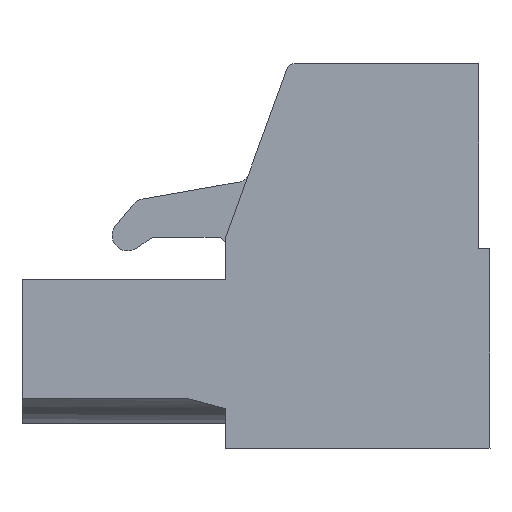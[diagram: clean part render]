
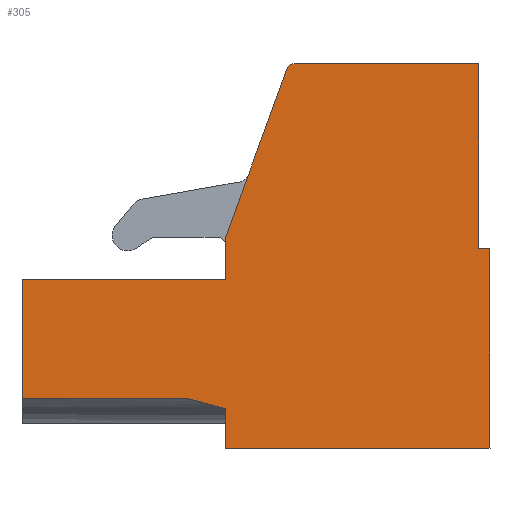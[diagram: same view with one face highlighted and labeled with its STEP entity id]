
A CAD part, front view. The second image highlights one B-rep face of the part: STEP entity #305.
In plain terms, the highlighted planar face has unit normal (0, -1, 0).
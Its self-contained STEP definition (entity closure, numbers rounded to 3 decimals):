
#305 = ADVANCED_FACE( '', ( #665 ), #666, .F. );
#665 = FACE_OUTER_BOUND( '', #1066, .T. );
#666 = PLANE( '', #1067 );
#1066 = EDGE_LOOP( '', ( #1912, #1913, #1914, #1915, #1916, #1917, #1918, #1919, #1920, #1921, #1922, #1923, #1924 ) );
#1067 = AXIS2_PLACEMENT_3D( '', #1925, #1926, #1927 );
#1912 = ORIENTED_EDGE( '', *, *, #2586, .F. );
#1913 = ORIENTED_EDGE( '', *, *, #2443, .F. );
#1914 = ORIENTED_EDGE( '', *, *, #2528, .T. );
#1915 = ORIENTED_EDGE( '', *, *, #2366, .F. );
#1916 = ORIENTED_EDGE( '', *, *, #2584, .F. );
#1917 = ORIENTED_EDGE( '', *, *, #2296, .T. );
#1918 = ORIENTED_EDGE( '', *, *, #2393, .F. );
#1919 = ORIENTED_EDGE( '', *, *, #2587, .F. );
#1920 = ORIENTED_EDGE( '', *, *, #2551, .T. );
#1921 = ORIENTED_EDGE( '', *, *, #2517, .T. );
#1922 = ORIENTED_EDGE( '', *, *, #2248, .T. );
#1923 = ORIENTED_EDGE( '', *, *, #2588, .T. );
#1924 = ORIENTED_EDGE( '', *, *, #2478, .F. );
#1925 = CARTESIAN_POINT( '', ( 119.25, -55.92, -1.8 ) );
#1926 = DIRECTION( '', ( 0., 1., 0. ) );
#1927 = DIRECTION( '', ( -1., 0., 0. ) );
#2248 = EDGE_CURVE( '', #2651, #2652, #2653, .T. );
#2296 = EDGE_CURVE( '', #2734, #2738, #2740, .T. );
#2366 = EDGE_CURVE( '', #2857, #2855, #2859, .T. );
#2393 = EDGE_CURVE( '', #2901, #2738, #2903, .T. );
#2443 = EDGE_CURVE( '', #2978, #2980, #2981, .T. );
#2478 = EDGE_CURVE( '', #3030, #3032, #3033, .T. );
#2517 = EDGE_CURVE( '', #3083, #2651, #3084, .T. );
#2528 = EDGE_CURVE( '', #2978, #2855, #3102, .T. );
#2551 = EDGE_CURVE( '', #3131, #3083, #3132, .T. );
#2584 = EDGE_CURVE( '', #2734, #2857, #3174, .T. );
#2586 = EDGE_CURVE( '', #2980, #3030, #3176, .T. );
#2587 = EDGE_CURVE( '', #3131, #2901, #3177, .T. );
#2588 = EDGE_CURVE( '', #2652, #3032, #3178, .T. );
#2651 = VERTEX_POINT( '', #3248 );
#2652 = VERTEX_POINT( '', #3249 );
#2653 = LINE( '', #3250, #3251 );
#2734 = VERTEX_POINT( '', #3361 );
#2738 = VERTEX_POINT( '', #3366 );
#2740 = CIRCLE( '', #3369, 0.3 );
#2855 = VERTEX_POINT( '', #3532 );
#2857 = VERTEX_POINT( '', #3535 );
#2859 = LINE( '', #3538, #3539 );
#2901 = VERTEX_POINT( '', #3594 );
#2903 = LINE( '', #3597, #3598 );
#2978 = VERTEX_POINT( '', #3697 );
#2980 = VERTEX_POINT( '', #3700 );
#2981 = LINE( '', #3701, #3702 );
#3030 = VERTEX_POINT( '', #3763 );
#3032 = VERTEX_POINT( '', #3766 );
#3033 = LINE( '', #3767, #3768 );
#3083 = VERTEX_POINT( '', #3838 );
#3084 = LINE( '', #3839, #3840 );
#3102 = LINE( '', #3867, #3868 );
#3131 = VERTEX_POINT( '', #3908 );
#3132 = LINE( '', #3909, #3910 );
#3174 = LINE( '', #3966, #3967 );
#3176 = LINE( '', #3969, #3970 );
#3177 = LINE( '', #3971, #3972 );
#3178 = LINE( '', #3973, #3974 );
#3248 = CARTESIAN_POINT( '', ( 101.6, -55.92, -13.5 ) );
#3249 = CARTESIAN_POINT( '', ( 108.307, -55.92, -13.5 ) );
#3250 = CARTESIAN_POINT( '', ( 108.307, -55.92, -13.5 ) );
#3251 = VECTOR( '', #4058, 1000. );
#3361 = CARTESIAN_POINT( '', ( 112.558, -55.92, 0. ) );
#3366 = CARTESIAN_POINT( '', ( 112.276, -55.92, -0.197 ) );
#3369 = AXIS2_PLACEMENT_3D( '', #4114, #4115, #4116 );
#3532 = CARTESIAN_POINT( '', ( 120., -55.92, -7.45 ) );
#3535 = CARTESIAN_POINT( '', ( 120., -55.92, 0. ) );
#3538 = CARTESIAN_POINT( '', ( 120., -55.92, -8. ) );
#3539 = VECTOR( '', #4185, 1000. );
#3594 = CARTESIAN_POINT( '', ( 109.8, -55.92, -7. ) );
#3597 = CARTESIAN_POINT( '', ( 109.668, -55.92, -7.361 ) );
#3598 = VECTOR( '', #4218, 1000. );
#3697 = CARTESIAN_POINT( '', ( 120.45, -55.92, -7.45 ) );
#3700 = CARTESIAN_POINT( '', ( 120.45, -55.92, -15.5 ) );
#3701 = CARTESIAN_POINT( '', ( 120.45, -55.92, -14.8 ) );
#3702 = VECTOR( '', #4280, 1000. );
#3763 = CARTESIAN_POINT( '', ( 109.8, -55.92, -15.5 ) );
#3766 = CARTESIAN_POINT( '', ( 109.8, -55.92, -13.9 ) );
#3767 = CARTESIAN_POINT( '', ( 109.8, -55.92, -13.9 ) );
#3768 = VECTOR( '', #4327, 1000. );
#3838 = CARTESIAN_POINT( '', ( 101.6, -55.92, -8.7 ) );
#3839 = CARTESIAN_POINT( '', ( 101.6, -55.92, -13.5 ) );
#3840 = VECTOR( '', #4372, 1000. );
#3867 = CARTESIAN_POINT( '', ( 120.45, -55.92, -7.45 ) );
#3868 = VECTOR( '', #4382, 1000. );
#3908 = CARTESIAN_POINT( '', ( 109.8, -55.92, -8.7 ) );
#3909 = CARTESIAN_POINT( '', ( 101.5, -55.92, -8.7 ) );
#3910 = VECTOR( '', #4400, 1000. );
#3966 = CARTESIAN_POINT( '', ( 120.15, -55.92, 0. ) );
#3967 = VECTOR( '', #4439, 1000. );
#3969 = CARTESIAN_POINT( '', ( 109.8, -55.92, -15.5 ) );
#3970 = VECTOR( '', #4440, 1000. );
#3971 = CARTESIAN_POINT( '', ( 109.8, -55.92, -13.9 ) );
#3972 = VECTOR( '', #4441, 1000. );
#3973 = CARTESIAN_POINT( '', ( 109.8, -55.92, -13.9 ) );
#3974 = VECTOR( '', #4442, 1000. );
#4058 = DIRECTION( '', ( 1., 0., 0. ) );
#4114 = CARTESIAN_POINT( '', ( 112.558, -55.92, -0.3 ) );
#4115 = DIRECTION( '', ( 0., -1., 0. ) );
#4116 = DIRECTION( '', ( 1., 0., 0. ) );
#4185 = DIRECTION( '', ( 0., 0., -1. ) );
#4218 = DIRECTION( '', ( 0.342, 0., 0.94 ) );
#4280 = DIRECTION( '', ( 0., 0., -1. ) );
#4327 = DIRECTION( '', ( 0., 0., 1. ) );
#4372 = DIRECTION( '', ( 0., 0., -1. ) );
#4382 = DIRECTION( '', ( -1., 0., 0. ) );
#4400 = DIRECTION( '', ( -1., 0., 0. ) );
#4439 = DIRECTION( '', ( 1., 0., 0. ) );
#4440 = DIRECTION( '', ( -1., 0., 0. ) );
#4441 = DIRECTION( '', ( 0., 0., 1. ) );
#4442 = DIRECTION( '', ( 0.966, 0., -0.259 ) );
